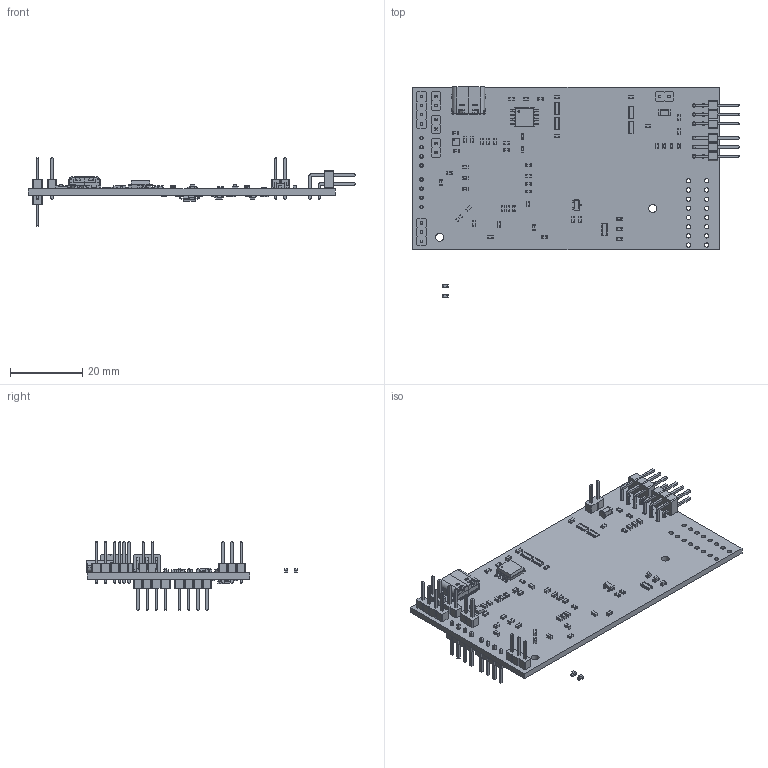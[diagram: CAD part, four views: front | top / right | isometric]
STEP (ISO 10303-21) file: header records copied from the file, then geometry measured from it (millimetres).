
FILE_DESCRIPTION(('KiCad electronic assembly'),'2;1');
FILE_NAME('TABv1.step','2025-10-28T18:29:33',('Pcbnew'),('Kicad'), 'Open CASCADE STEP processor 7.9','KiCad to STEP converter','Unknown' );
FILE_SCHEMA(('AUTOMOTIVE_DESIGN { 1 0 10303 214 1 1 1 1 }'));
Length unit declared in the file: millimetre
Products named in the file (16): TABv1 1; PinHeader_1x02_P2.54mm_Vertical; R_0603_1608Metric; R_Array_Convex_4x0603; SOIC-8_5.3x5.3mm_P1.27mm; C_0603_1608Metric; LED_0603_1608Metric; SOT-23; PinHeader_1x03_P2.54mm_Vertical; L_1206_3216Metric; PinHeader_1x04_P2.54mm_Vertical; LGA-12_2x2mm_P0.5mm; USB_C_Receptacle_GCT_USB4105-xx-A_16P_TopMnt_Horizontal; PinHeader_2x03_P2.54mm_Horizontal; SOT-223; TABv1_PCB
Assembly tree (100 placements, depth 2):
  TABv1 1
    PinHeader_1x02_P2.54mm_Vertical  x4
    R_0603_1608Metric  x36
    R_Array_Convex_4x0603  x5
    SOIC-8_5.3x5.3mm_P1.27mm
    C_0603_1608Metric  x32
    LED_0603_1608Metric  x5
    SOT-23  x6
    PinHeader_1x03_P2.54mm_Vertical
    L_1206_3216Metric
    PinHeader_1x04_P2.54mm_Vertical  x3
    LGA-12_2x2mm_P0.5mm
    USB_C_Receptacle_GCT_USB4105-xx-A_16P_TopMnt_Horizontal
    PinHeader_2x03_P2.54mm_Horizontal  x2
    SOT-223
    TABv1_PCB
Bounding box: 90.54 x 58.25 x 18.92 mm (x, y, z)
Volume: 7325 mm3; surface area: 11621.2 mm2
Topology: 135 solids, 135 shells, 5435 faces, 14289 edges, 9276 vertices
Faces by surface type: plane 3905, cylinder 1410, bspline 112, cone 8
Full cylindrical faces by diameter (mm): 0.35 x1, 0.5 x2, 0.65 x2, 1 x35, 1.194 x16, 2.2 x2
Entity records: 67300 total; most frequent: CARTESIAN_POINT 9650, ORIENTED_EDGE 9158, DIRECTION 9001, EDGE_CURVE 4580, LINE 3745, VECTOR 3745, VERTEX_POINT 2937, AXIS2_PLACEMENT_3D 2628
